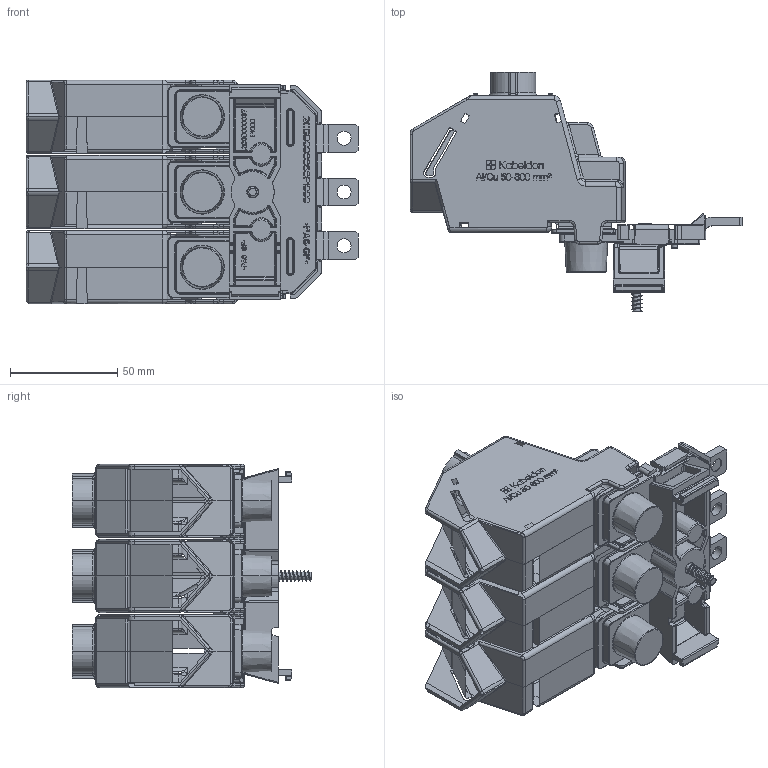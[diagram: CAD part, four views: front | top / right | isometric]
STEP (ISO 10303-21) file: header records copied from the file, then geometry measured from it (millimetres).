
FILE_DESCRIPTION (( 'STEP AP203' ), '1' );
FILE_NAME ('CKXT_1_Dummy.STEP', '2017-08-17T09:35:17', ( '' ), ( '' ), 'SwSTEP 2.0', 'SolidWorks 2013', '' );
FILE_SCHEMA (( 'CONFIG_CONTROL_DESIGN' ));
Products named in the file (1): CKXT_1_Dummy
Bounding box: 154.5 x 111.43 x 104 mm (x, y, z)
Surface area: 116209.6 mm2 (no closed solid volume)
Topology: 0 solids, 144 shells, 1427 faces, 8159 edges, 6766 vertices
Faces by surface type: cylinder 603, plane 450, bspline 252, torus 92, cone 30
Entity records: 101107 total; most frequent: CARTESIAN_POINT 44037, ORIENTED_EDGE 10473, DIRECTION 10403, EDGE_CURVE 8103, VERTEX_POINT 6766, LINE 4847, VECTOR 4847, AXIS2_PLACEMENT_3D 2778
